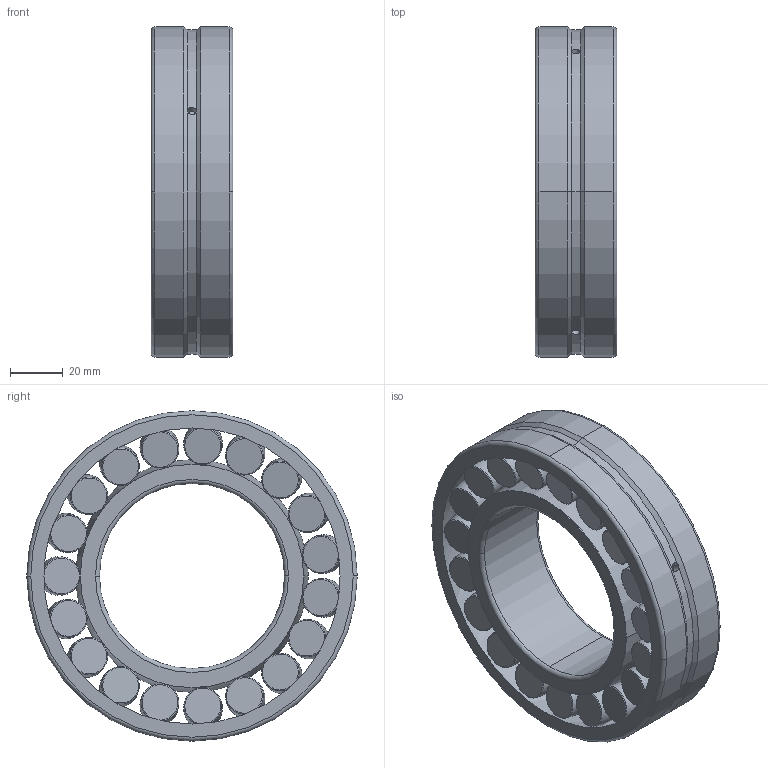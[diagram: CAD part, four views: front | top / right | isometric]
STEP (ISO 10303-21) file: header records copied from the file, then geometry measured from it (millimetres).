
FILE_DESCRIPTION(('STEP AP214'),'1');
FILE_NAME('22214-e1-xl.stp','2024-08-27T11:00:16',('TraceParts'),('TraceParts S.A.'),'Spatial InterOp 3D',' ',' ');
FILE_SCHEMA(('AUTOMOTIVE_DESIGN { 1 0 10303 214 1 1 1 1 }'));
Length unit declared in the file: millimetre
Products named in the file (1): 22214-e1-xl_1
Bounding box: 31 x 125 x 125 mm (x, y, z)
Volume: 185735.1 mm3; surface area: 77342.5 mm2
Topology: 40 solids, 40 shells, 348 faces, 716 edges, 441 vertices
Faces by surface type: torus 244, plane 80, cylinder 18, cone 4, sphere 2
Entity records: 12660 total; most frequent: DIRECTION 2169, CARTESIAN_POINT 1742, ORIENTED_EDGE 1424, AXIS2_PLACEMENT_3D 1075, EDGE_CURVE 712, CIRCLE 687, VERTEX_POINT 441, EDGE_LOOP 355
